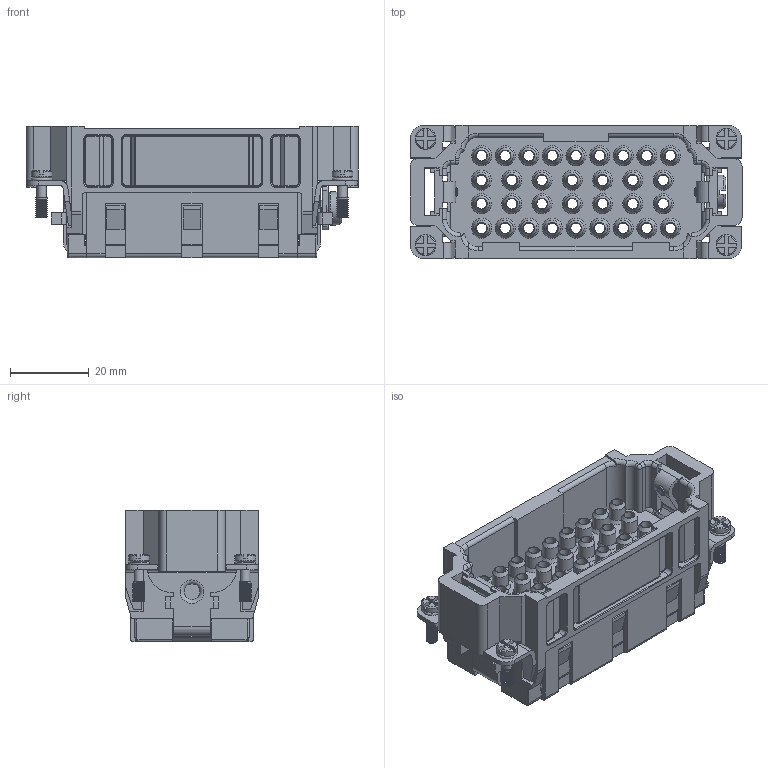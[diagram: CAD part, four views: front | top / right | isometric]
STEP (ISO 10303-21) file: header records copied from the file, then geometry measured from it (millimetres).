
FILE_DESCRIPTION(/* description */ (''),/* implementation_level */ '2;1');
FILE_NAME(/* name */ 'HEE-032-MC.stp',/* time_stamp */ '2023-02-09T00:30:52+08:00',/* author */ (''),/* organization */ (''),/* preprocessor_version */ 'ST-DEVELOPER v16',/* originating_system */ 'SIEMENS PLM Software NX 10.0',/* authorisation */ '');
FILE_SCHEMA (('AUTOMOTIVE_DESIGN { 1 0 10303 214 3 1 1 1 }'));
Products named in the file (1): Admi0A2C26ACrp7p
Bounding box: 84.4 x 33.8 x 33.4 mm (x, y, z)
Volume: 265 mm3; surface area: 43612.9 mm2
Topology: 12 solids, 13 shells, 2019 faces, 5462 edges, 3499 vertices
Faces by surface type: plane 1034, cylinder 643, cone 200, torus 78, sphere 50, bspline 14
Full cylindrical faces by diameter (mm): 1.5 x1, 1.6 x12, 1.8 x12, 2.4 x4, 2.5 x7, 2.65 x35, 3 x40, 4 x3, 4.1 x32, 4.8 x32, 5.3 x4, 6.4 x2, 8.5 x1
Entity records: 74661 total; most frequent: CARTESIAN_POINT 26012, DIRECTION 10132, ORIENTED_EDGE 9890, EDGE_CURVE 4945, AXIS2_PLACEMENT_3D 3609, VERTEX_POINT 3314, LINE 2914, VECTOR 2914
